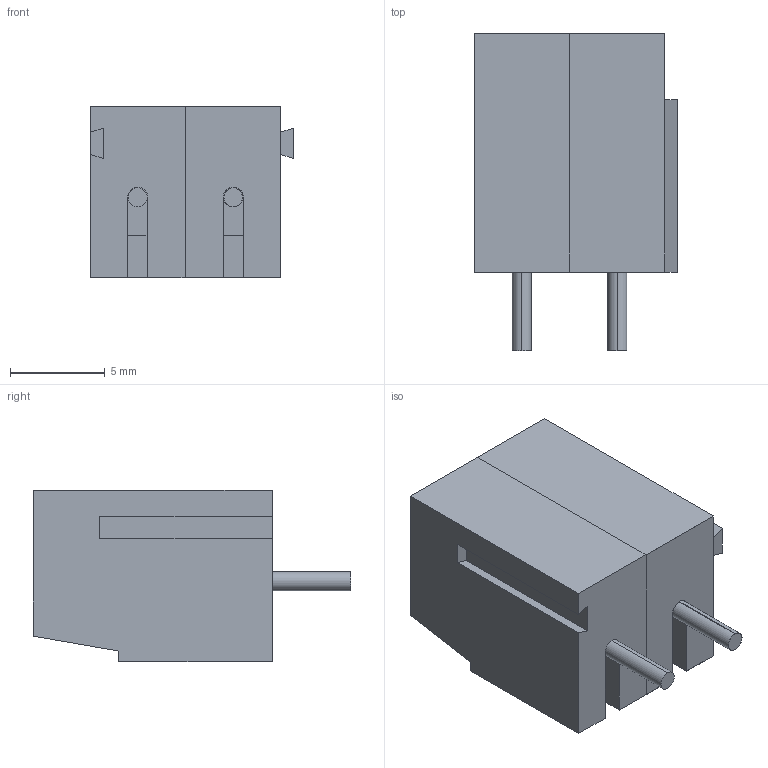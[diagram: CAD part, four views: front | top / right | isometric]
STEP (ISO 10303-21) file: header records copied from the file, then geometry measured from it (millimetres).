
FILE_DESCRIPTION (( 'STEP AP203' ), '1' );
FILE_NAME ('CTB1202,2BK.STEP', '2012-10-25T15:36:03', ( 'user' ), ( '' ), 'SwSTEP 2.0', 'SolidWorks 2012', '' );
FILE_SCHEMA (( 'CONFIG_CONTROL_DESIGN' ));
Length unit declared in the file: millimetre
Products named in the file (1): CTB1202,2BK
Bounding box: 10.69 x 16.7 x 9.02 mm (x, y, z)
Volume: 1308.2 mm3; surface area: 2296.1 mm2
Topology: 8 solids, 8 shells, 204 faces, 510 edges, 325 vertices
Faces by surface type: plane 123, cylinder 45, cone 18, torus 12, sphere 6
Entity records: 6329 total; most frequent: CARTESIAN_POINT 1256, DIRECTION 1088, ORIENTED_EDGE 1008, EDGE_CURVE 504, AXIS2_PLACEMENT_3D 409, VERTEX_POINT 325, LINE 270, VECTOR 270
